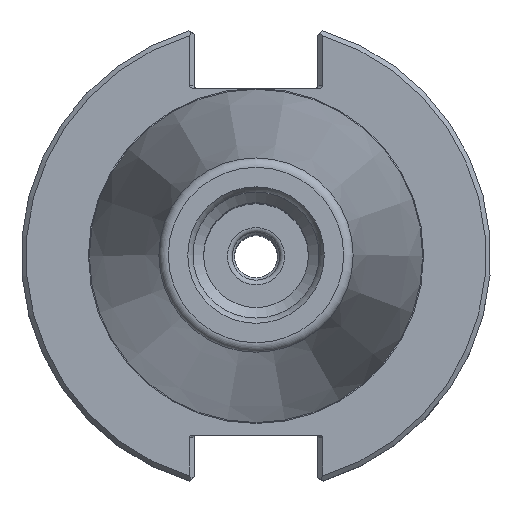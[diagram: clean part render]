
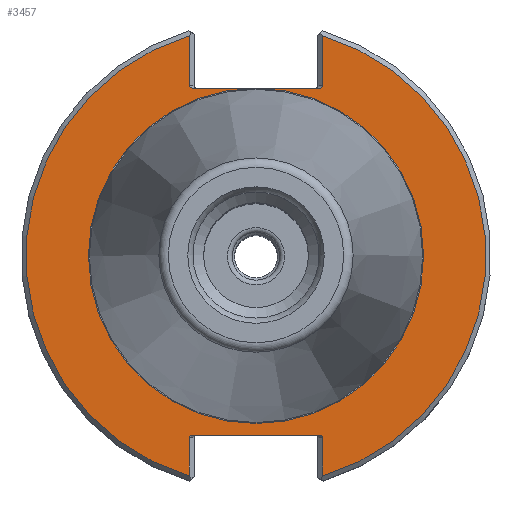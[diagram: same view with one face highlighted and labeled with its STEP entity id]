
A CAD part, top view. The second image highlights one B-rep face of the part: STEP entity #3457.
In plain terms, the highlighted planar face has unit normal (0, 0, 1).
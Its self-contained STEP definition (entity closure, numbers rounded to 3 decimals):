
#26=ELLIPSE('',#3663,0.707,0.5);
#27=ELLIPSE('',#3665,0.707,0.5);
#35=ELLIPSE('',#3693,0.707,0.5);
#36=ELLIPSE('',#3695,0.707,0.5);
#78=LINE('',#5168,#159);
#79=LINE('',#5177,#160);
#84=LINE('',#5196,#165);
#85=LINE('',#5205,#166);
#95=LINE('',#5239,#176);
#106=LINE('',#5286,#187);
#159=VECTOR('',#4120,1000.);
#160=VECTOR('',#4127,1000.);
#165=VECTOR('',#4142,1000.);
#166=VECTOR('',#4149,1000.);
#176=VECTOR('',#4175,1000.);
#187=VECTOR('',#4220,1000.);
#782=ORIENTED_EDGE('',*,*,#1156,.T.);
#783=ORIENTED_EDGE('',*,*,#1154,.T.);
#784=ORIENTED_EDGE('',*,*,#1150,.T.);
#785=ORIENTED_EDGE('',*,*,#1171,.F.);
#786=ORIENTED_EDGE('',*,*,#1148,.T.);
#787=ORIENTED_EDGE('',*,*,#1146,.T.);
#788=ORIENTED_EDGE('',*,*,#1144,.T.);
#789=ORIENTED_EDGE('',*,*,#1143,.T.);
#790=ORIENTED_EDGE('',*,*,#1190,.T.);
#791=ORIENTED_EDGE('',*,*,#1192,.F.);
#792=ORIENTED_EDGE('',*,*,#1193,.T.);
#793=ORIENTED_EDGE('',*,*,#1157,.T.);
#794=ORIENTED_EDGE('',*,*,#1140,.F.);
#1140=EDGE_CURVE('',#1398,#1398,#1553,.T.);
#1143=EDGE_CURVE('',#1399,#1400,#78,.T.);
#1144=EDGE_CURVE('',#1401,#1399,#1554,.T.);
#1146=EDGE_CURVE('',#1402,#1401,#79,.T.);
#1148=EDGE_CURVE('',#1403,#1402,#26,.F.);
#1150=EDGE_CURVE('',#1404,#1405,#27,.F.);
#1154=EDGE_CURVE('',#1406,#1404,#84,.T.);
#1156=EDGE_CURVE('',#1407,#1406,#1555,.T.);
#1157=EDGE_CURVE('',#1408,#1407,#85,.T.);
#1171=EDGE_CURVE('',#1403,#1405,#95,.T.);
#1190=EDGE_CURVE('',#1400,#1426,#35,.F.);
#1192=EDGE_CURVE('',#1427,#1426,#106,.T.);
#1193=EDGE_CURVE('',#1427,#1408,#36,.F.);
#1398=VERTEX_POINT('',#5159);
#1399=VERTEX_POINT('',#5165);
#1400=VERTEX_POINT('',#5167);
#1401=VERTEX_POINT('',#5171);
#1402=VERTEX_POINT('',#5178);
#1403=VERTEX_POINT('',#5182);
#1404=VERTEX_POINT('',#5186);
#1405=VERTEX_POINT('',#5187);
#1406=VERTEX_POINT('',#5195);
#1407=VERTEX_POINT('',#5202);
#1408=VERTEX_POINT('',#5206);
#1426=VERTEX_POINT('',#5283);
#1427=VERTEX_POINT('',#5287);
#1553=CIRCLE('',#3657,35.118);
#1554=CIRCLE('',#3660,48.21);
#1555=CIRCLE('',#3668,48.21);
#1747=EDGE_LOOP('',(#782,#783,#784,#785,#786,#787,#788,#789,#790,#791,#792,
#793));
#1748=EDGE_LOOP('',(#794));
#2011=FACE_BOUND('',#1747,.T.);
#2012=FACE_BOUND('',#1748,.T.);
#2181=PLANE('',#3694);
#3457=ADVANCED_FACE('',(#2011,#2012),#2181,.T.);
#3657=AXIS2_PLACEMENT_3D('',#5158,#4115,#4116);
#3660=AXIS2_PLACEMENT_3D('',#5170,#4123,#4124);
#3663=AXIS2_PLACEMENT_3D('',#5181,#4131,#4132);
#3665=AXIS2_PLACEMENT_3D('',#5185,#4136,#4137);
#3668=AXIS2_PLACEMENT_3D('',#5203,#4145,#4146);
#3693=AXIS2_PLACEMENT_3D('',#5282,#4215,#4216);
#3694=AXIS2_PLACEMENT_3D('',#5285,#4218,#4219);
#3695=AXIS2_PLACEMENT_3D('',#5288,#4221,#4222);
#4115=DIRECTION('',(0.,0.,1.));
#4116=DIRECTION('',(1.,0.,0.));
#4120=DIRECTION('',(0.,-1.,0.));
#4123=DIRECTION('',(0.,0.,1.));
#4124=DIRECTION('',(1.,0.,0.));
#4127=DIRECTION('',(0.,-1.,0.));
#4131=DIRECTION('',(0.,0.,1.));
#4132=DIRECTION('',(1.,0.,0.));
#4136=DIRECTION('',(0.,0.,1.));
#4137=DIRECTION('',(1.,0.,0.));
#4142=DIRECTION('',(0.,1.,0.));
#4145=DIRECTION('',(0.,0.,1.));
#4146=DIRECTION('',(1.,0.,0.));
#4149=DIRECTION('',(0.,1.,0.));
#4175=DIRECTION('',(-1.,0.,0.));
#4215=DIRECTION('',(0.,0.,1.));
#4216=DIRECTION('',(-1.,0.,0.));
#4218=DIRECTION('',(0.,0.,1.));
#4219=DIRECTION('',(1.,0.,0.));
#4220=DIRECTION('',(1.,0.,0.));
#4221=DIRECTION('',(0.,0.,1.));
#4222=DIRECTION('',(-1.,0.,0.));
#5158=CARTESIAN_POINT('',(0.,0.,-3.17));
#5159=CARTESIAN_POINT('',(35.118,0.,-3.17));
#5165=CARTESIAN_POINT('',(13.955,46.146,-3.17));
#5167=CARTESIAN_POINT('',(13.955,35.66,-3.17));
#5168=CARTESIAN_POINT('',(13.955,35.16,-3.17));
#5170=CARTESIAN_POINT('',(0.,0.,-3.17));
#5171=CARTESIAN_POINT('',(13.955,-46.146,-3.17));
#5177=CARTESIAN_POINT('',(13.955,-47.619,-3.17));
#5178=CARTESIAN_POINT('',(13.955,-38.07,-3.17));
#5181=CARTESIAN_POINT('',(13.248,-38.07,-3.17));
#5182=CARTESIAN_POINT('',(13.248,-37.57,-3.17));
#5185=CARTESIAN_POINT('',(-13.248,-38.07,-3.17));
#5186=CARTESIAN_POINT('',(-13.955,-38.07,-3.17));
#5187=CARTESIAN_POINT('',(-13.248,-37.57,-3.17));
#5195=CARTESIAN_POINT('',(-13.955,-46.146,-3.17));
#5196=CARTESIAN_POINT('',(-13.955,-37.57,-3.17));
#5202=CARTESIAN_POINT('',(-13.955,46.146,-3.17));
#5203=CARTESIAN_POINT('',(0.,0.,-3.17));
#5205=CARTESIAN_POINT('',(-13.955,47.619,-3.17));
#5206=CARTESIAN_POINT('',(-13.955,35.66,-3.17));
#5239=CARTESIAN_POINT('',(12.955,-37.57,-3.17));
#5282=CARTESIAN_POINT('',(13.248,35.66,-3.17));
#5283=CARTESIAN_POINT('',(13.248,35.16,-3.17));
#5285=CARTESIAN_POINT('',(35.118,0.,-3.17));
#5286=CARTESIAN_POINT('',(-12.955,35.16,-3.17));
#5287=CARTESIAN_POINT('',(-13.248,35.16,-3.17));
#5288=CARTESIAN_POINT('',(-13.248,35.66,-3.17));
